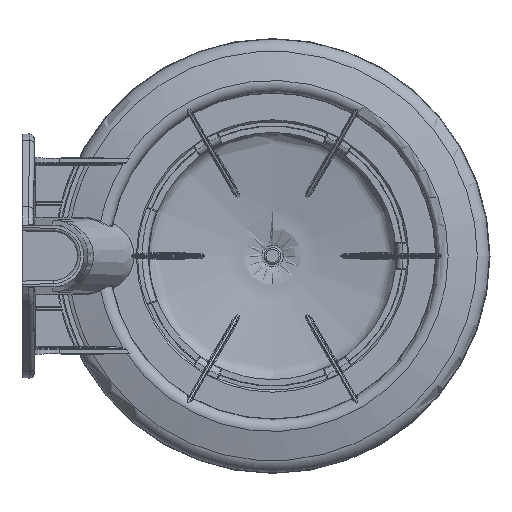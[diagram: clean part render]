
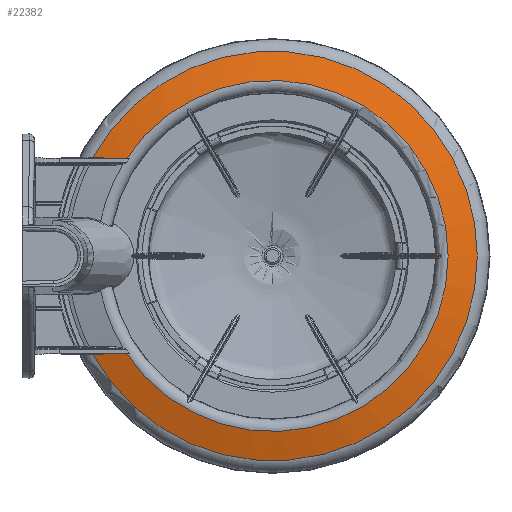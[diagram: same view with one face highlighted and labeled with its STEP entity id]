
A CAD part, front view. The second image highlights one B-rep face of the part: STEP entity #22382.
In plain terms, the highlighted conical face has half-angle 75 degrees and reference radius 58.431 mm.
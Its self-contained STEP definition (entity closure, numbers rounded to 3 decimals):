
#1482=CIRCLE('',#24155,53.945);
#1568=CIRCLE('',#24343,62.916);
#1570=CIRCLE('',#24345,62.916);
#6707=FACE_OUTER_BOUND('',#8056,.T.);
#8056=EDGE_LOOP('',(#20553,#20554,#20555,#20556,#20557));
#8253=(
BOUNDED_CURVE()
B_SPLINE_CURVE(2,(#55965,#55966,#55967),.UNSPECIFIED.,.F.,.F.)
B_SPLINE_CURVE_WITH_KNOTS((3,3),(346.528,399.425),
 .UNSPECIFIED.)
CURVE()
GEOMETRIC_REPRESENTATION_ITEM()
RATIONAL_B_SPLINE_CURVE((90.364,95.472,100.056))
REPRESENTATION_ITEM('')
);
#8254=(
BOUNDED_CURVE()
B_SPLINE_CURVE(2,(#55968,#55969,#55970),.UNSPECIFIED.,.F.,.F.)
B_SPLINE_CURVE_WITH_KNOTS((3,3),(1326.814,1379.711),
 .UNSPECIFIED.)
CURVE()
GEOMETRIC_REPRESENTATION_ITEM()
RATIONAL_B_SPLINE_CURVE((100.056,95.472,90.364))
REPRESENTATION_ITEM('')
);
#10790=VERTEX_POINT('',#44169);
#10791=VERTEX_POINT('',#44174);
#10950=VERTEX_POINT('',#47776);
#10951=VERTEX_POINT('',#47778);
#10956=VERTEX_POINT('',#47811);
#13704=EDGE_CURVE('',#10790,#10791,#1482,.T.);
#14001=EDGE_CURVE('',#10951,#10950,#1568,.T.);
#14007=EDGE_CURVE('',#10950,#10956,#1570,.T.);
#14319=EDGE_CURVE('',#10956,#10791,#8253,.T.);
#14320=EDGE_CURVE('',#10790,#10951,#8254,.T.);
#20553=ORIENTED_EDGE('',*,*,#14001,.T.);
#20554=ORIENTED_EDGE('',*,*,#14007,.T.);
#20555=ORIENTED_EDGE('',*,*,#14319,.T.);
#20556=ORIENTED_EDGE('',*,*,#13704,.F.);
#20557=ORIENTED_EDGE('',*,*,#14320,.T.);
#21205=CONICAL_SURFACE('',#24523,58.431,1.309);
#22382=ADVANCED_FACE('',(#6707),#21205,.T.);
#24155=AXIS2_PLACEMENT_3D('',#44175,#29056,#29057);
#24343=AXIS2_PLACEMENT_3D('',#47779,#29507,#29508);
#24345=AXIS2_PLACEMENT_3D('',#47818,#29511,#29512);
#24523=AXIS2_PLACEMENT_3D('',#55964,#29924,#29925);
#29056=DIRECTION('center_axis',(0.,-1.,0.));
#29057=DIRECTION('ref_axis',(1.,0.,0.));
#29507=DIRECTION('center_axis',(0.,-1.,0.));
#29508=DIRECTION('ref_axis',(1.,0.,0.));
#29511=DIRECTION('center_axis',(0.,-1.,0.));
#29512=DIRECTION('ref_axis',(1.,0.,0.));
#29924=DIRECTION('center_axis',(0.,1.,0.));
#29925=DIRECTION('ref_axis',(1.,0.,0.));
#44169=CARTESIAN_POINT('',(-44.774,-7.875,-30.089));
#44174=CARTESIAN_POINT('',(-44.774,-7.875,30.089));
#44175=CARTESIAN_POINT('Origin',(0.,-7.875,
0.));
#47776=CARTESIAN_POINT('',(62.916,-5.472,0.));
#47778=CARTESIAN_POINT('',(-55.232,-5.472,-30.131));
#47779=CARTESIAN_POINT('Origin',(0.,-5.472,
0.));
#47811=CARTESIAN_POINT('',(-55.232,-5.472,30.131));
#47818=CARTESIAN_POINT('Origin',(0.,-5.472,
0.));
#55964=CARTESIAN_POINT('Origin',(0.,-6.673,
0.));
#55965=CARTESIAN_POINT('Ctrl Pts',(-55.232,-5.472,
30.131));
#55966=CARTESIAN_POINT('Ctrl Pts',(-49.601,-6.799,
30.107));
#55967=CARTESIAN_POINT('Ctrl Pts',(-44.774,-7.875,30.089));
#55968=CARTESIAN_POINT('Ctrl Pts',(-44.774,-7.875,
-30.089));
#55969=CARTESIAN_POINT('Ctrl Pts',(-49.601,-6.799,
-30.107));
#55970=CARTESIAN_POINT('Ctrl Pts',(-55.232,-5.472,
-30.131));
